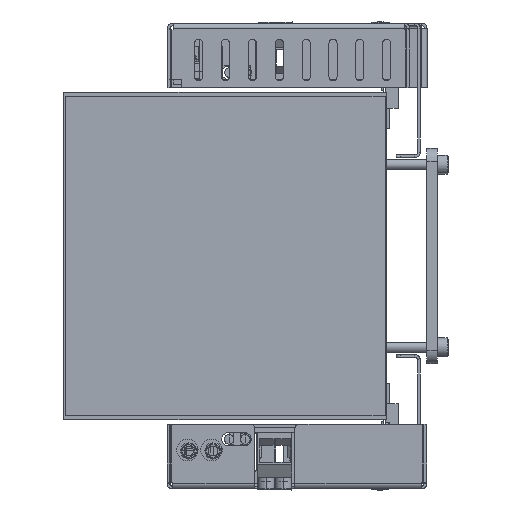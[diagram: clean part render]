
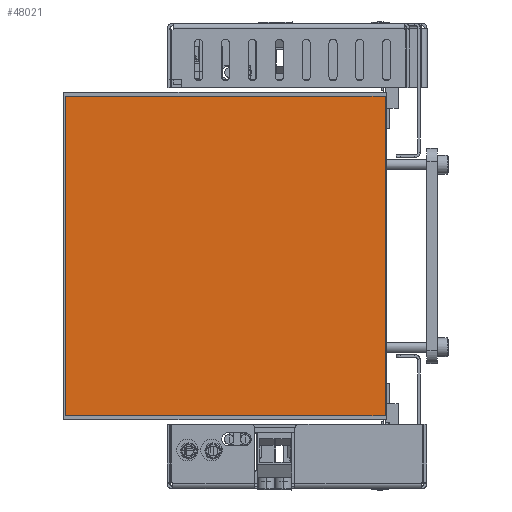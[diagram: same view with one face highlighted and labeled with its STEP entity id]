
A CAD part, left-side view. The second image highlights one B-rep face of the part: STEP entity #48021.
In plain terms, the highlighted planar face has unit normal (-1, 0, 0).
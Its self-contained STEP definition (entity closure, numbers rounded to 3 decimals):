
#2045 = EDGE_CURVE ( 'NONE', #52265, #57565, #16621, .T. ) ;
#4516 = LINE ( 'NONE', #21722, #36694 ) ;
#4535 = CARTESIAN_POINT ( 'NONE',  ( -138., -59.5, -59.5 ) ) ;
#4582 = DIRECTION ( 'NONE',  ( 0., 0., 1. ) ) ;
#10672 = DIRECTION ( 'NONE',  ( 1., 0., 0. ) ) ;
#10795 = EDGE_LOOP ( 'NONE', ( #33063, #37956, #53259, #45014 ) ) ;
#13933 = VERTEX_POINT ( 'NONE', #24122 ) ;
#16621 = LINE ( 'NONE', #20704, #20429 ) ;
#20294 = VERTEX_POINT ( 'NONE', #4535 ) ;
#20429 = VECTOR ( 'NONE', #56247, 1000. ) ;
#20704 = CARTESIAN_POINT ( 'NONE',  ( -138., 59.5, -59.5 ) ) ;
#21722 = CARTESIAN_POINT ( 'NONE',  ( -138., -59.5, 59.5 ) ) ;
#24122 = CARTESIAN_POINT ( 'NONE',  ( -138., -59.5, 59.5 ) ) ;
#25796 = CARTESIAN_POINT ( 'NONE',  ( -138., 59.5, 59.5 ) ) ;
#26085 = DIRECTION ( 'NONE',  ( 0., 1., 0. ) ) ;
#26726 = LINE ( 'NONE', #44519, #44670 ) ;
#28414 = CARTESIAN_POINT ( 'NONE',  ( -138., 59.5, -59.5 ) ) ;
#29299 = FACE_OUTER_BOUND ( 'NONE', #10795, .T. ) ;
#30401 = AXIS2_PLACEMENT_3D ( 'NONE', #47077, #10672, #41559 ) ;
#33063 = ORIENTED_EDGE ( 'NONE', *, *, #42831, .T. ) ;
#36186 = VECTOR ( 'NONE', #46984, 1000. ) ;
#36694 = VECTOR ( 'NONE', #26085, 1000. ) ;
#37956 = ORIENTED_EDGE ( 'NONE', *, *, #2045, .T. ) ;
#39096 = CARTESIAN_POINT ( 'NONE',  ( -138., -59.5, -59.5 ) ) ;
#41559 = DIRECTION ( 'NONE',  ( 0., 0., -1. ) ) ;
#42831 = EDGE_CURVE ( 'NONE', #13933, #52265, #4516, .T. ) ;
#44519 = CARTESIAN_POINT ( 'NONE',  ( -138., -59.5, -59.5 ) ) ;
#44670 = VECTOR ( 'NONE', #4582, 1000. ) ;
#45014 = ORIENTED_EDGE ( 'NONE', *, *, #52999, .T. ) ;
#46984 = DIRECTION ( 'NONE',  ( 0., -1., 0. ) ) ;
#47077 = CARTESIAN_POINT ( 'NONE',  ( -138., 0., 0. ) ) ;
#47836 = LINE ( 'NONE', #39096, #36186 ) ;
#48021 = ADVANCED_FACE ( 'NONE', ( #29299 ), #51729, .F. ) ;
#50279 = EDGE_CURVE ( 'NONE', #57565, #20294, #47836, .T. ) ;
#51729 = PLANE ( 'NONE',  #30401 ) ;
#52265 = VERTEX_POINT ( 'NONE', #25796 ) ;
#52999 = EDGE_CURVE ( 'NONE', #20294, #13933, #26726, .T. ) ;
#53259 = ORIENTED_EDGE ( 'NONE', *, *, #50279, .T. ) ;
#56247 = DIRECTION ( 'NONE',  ( 0., 0., -1. ) ) ;
#57565 = VERTEX_POINT ( 'NONE', #28414 ) ;
